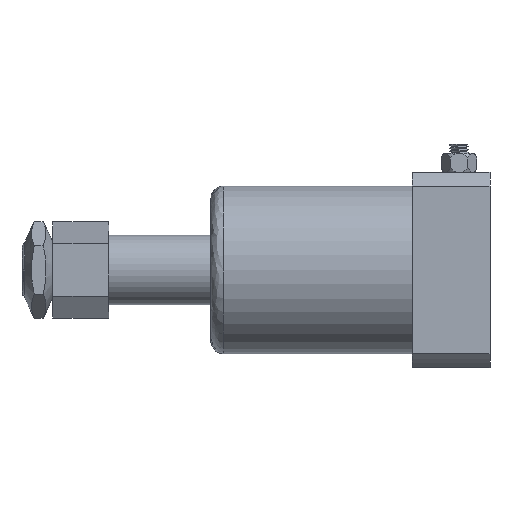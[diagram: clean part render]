
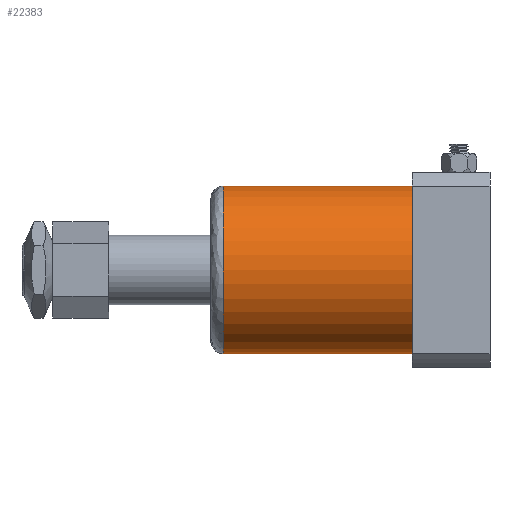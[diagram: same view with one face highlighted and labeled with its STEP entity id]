
A CAD part, left-side view. The second image highlights one B-rep face of the part: STEP entity #22383.
In plain terms, the highlighted cylindrical face has radius 27 mm (diameter 54 mm), a partial arc.
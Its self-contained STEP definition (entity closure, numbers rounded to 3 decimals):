
#345 = DIRECTION ( 'NONE',  ( 0., 1., 0. ) ) ;
#449 = VECTOR ( 'NONE', #9867, 1000. ) ;
#2848 = CARTESIAN_POINT ( 'NONE',  ( 0., 86., 0. ) ) ;
#2980 = DIRECTION ( 'NONE',  ( 0., -1., 0. ) ) ;
#3575 = CIRCLE ( 'NONE', #17516, 27. ) ;
#6109 = AXIS2_PLACEMENT_3D ( 'NONE', #23206, #2980, #25824 ) ;
#7829 = EDGE_CURVE ( 'NONE', #26797, #30586, #12204, .T. ) ;
#8530 = CARTESIAN_POINT ( 'NONE',  ( 0., 25., 0. ) ) ;
#9547 = CARTESIAN_POINT ( 'NONE',  ( 0., 86., 27. ) ) ;
#9867 = DIRECTION ( 'NONE',  ( 0., 1., 0. ) ) ;
#10931 = DIRECTION ( 'NONE',  ( 0., 0., 1. ) ) ;
#11417 = LINE ( 'NONE', #27030, #13375 ) ;
#12204 = CIRCLE ( 'NONE', #6109, 27. ) ;
#13375 = VECTOR ( 'NONE', #24159, 1000. ) ;
#13936 = CARTESIAN_POINT ( 'NONE',  ( 0., 25., -27. ) ) ;
#16278 = DIRECTION ( 'NONE',  ( 0., 1., 0. ) ) ;
#16711 = CARTESIAN_POINT ( 'NONE',  ( 0., 86., -27. ) ) ;
#17516 = AXIS2_PLACEMENT_3D ( 'NONE', #2848, #345, #22884 ) ;
#18240 = ORIENTED_EDGE ( 'NONE', *, *, #24880, .F. ) ;
#19192 = ORIENTED_EDGE ( 'NONE', *, *, #7829, .F. ) ;
#20804 = EDGE_CURVE ( 'NONE', #21212, #28539, #3575, .T. ) ;
#20815 = CYLINDRICAL_SURFACE ( 'NONE', #28619, 27. ) ;
#21212 = VERTEX_POINT ( 'NONE', #16711 ) ;
#22053 = EDGE_LOOP ( 'NONE', ( #18240, #19192, #24843, #23497 ) ) ;
#22259 = CARTESIAN_POINT ( 'NONE',  ( 0., 25., 27. ) ) ;
#22325 = CARTESIAN_POINT ( 'NONE',  ( 0., 25., 27. ) ) ;
#22383 = ADVANCED_FACE ( 'NONE', ( #29067 ), #20815, .T. ) ;
#22884 = DIRECTION ( 'NONE',  ( 0., 0., 1. ) ) ;
#23206 = CARTESIAN_POINT ( 'NONE',  ( 0., 25., 0. ) ) ;
#23497 = ORIENTED_EDGE ( 'NONE', *, *, #20804, .F. ) ;
#24159 = DIRECTION ( 'NONE',  ( 0., 1., 0. ) ) ;
#24843 = ORIENTED_EDGE ( 'NONE', *, *, #25109, .T. ) ;
#24880 = EDGE_CURVE ( 'NONE', #30586, #21212, #11417, .T. ) ;
#25109 = EDGE_CURVE ( 'NONE', #26797, #28539, #27063, .T. ) ;
#25824 = DIRECTION ( 'NONE',  ( 0., 0., 1. ) ) ;
#26797 = VERTEX_POINT ( 'NONE', #22259 ) ;
#27030 = CARTESIAN_POINT ( 'NONE',  ( 0., 25., -27. ) ) ;
#27063 = LINE ( 'NONE', #22325, #449 ) ;
#28539 = VERTEX_POINT ( 'NONE', #9547 ) ;
#28619 = AXIS2_PLACEMENT_3D ( 'NONE', #8530, #16278, #10931 ) ;
#29067 = FACE_OUTER_BOUND ( 'NONE', #22053, .T. ) ;
#30586 = VERTEX_POINT ( 'NONE', #13936 ) ;
